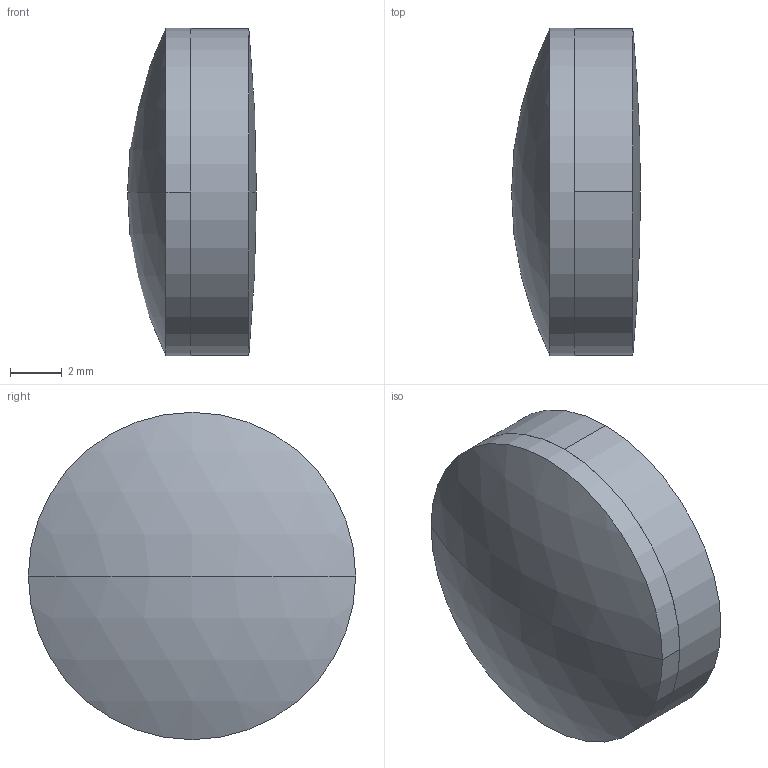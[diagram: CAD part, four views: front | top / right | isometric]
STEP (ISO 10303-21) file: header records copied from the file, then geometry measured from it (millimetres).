
FILE_DESCRIPTION (( 'STEP AP203' ), '1' );
FILE_NAME ('×°ÅäÌå1.STEP', '2024-05-11T01:40:45', ( '' ), ( '' ), 'SwSTEP 2.0', 'SolidWorks 2020', '' );
FILE_SCHEMA (( 'CONFIG_CONTROL_DESIGN' ));
Length unit declared in the file: millimetre
Products named in the file (3): 蚾饜极1; 145270a; 145270b
Assembly tree (2 placements, depth 2):
  蚾饜极1
    145270b
    145270a
Bounding box: 5 x 12.7 x 12.7 mm (x, y, z)
Volume: 521.5 mm3; surface area: 656.6 mm2
Topology: 2 solids, 2 shells, 12 faces, 24 edges, 16 vertices
Faces by surface type: sphere 8, cylinder 4
Entity records: 633 total; most frequent: DIRECTION 78, CARTESIAN_POINT 57, ORIENTED_EDGE 48, AXIS2_PLACEMENT_3D 37, PERSON_AND_ORGANIZATION 26, EDGE_CURVE 24, CIRCLE 20, CALENDAR_DATE 19
